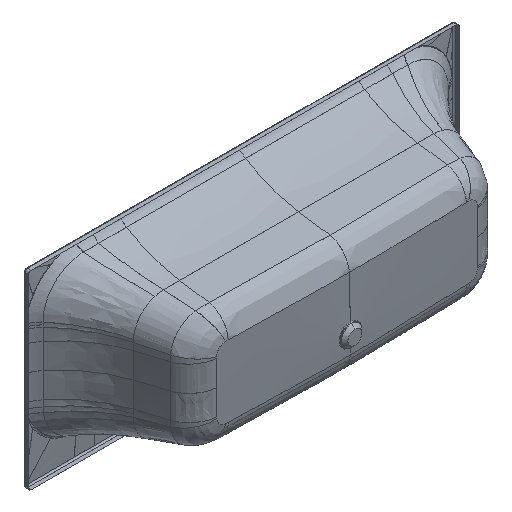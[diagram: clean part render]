
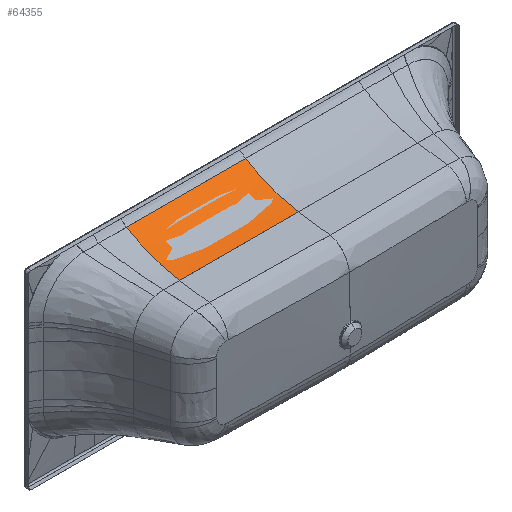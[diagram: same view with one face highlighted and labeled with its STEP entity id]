
A CAD part, isometric view. The second image highlights one B-rep face of the part: STEP entity #64355.
In plain terms, the highlighted free-form (B-spline) face has degree [3, 3] with [4, 7] control points.
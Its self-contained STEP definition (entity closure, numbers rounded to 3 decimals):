
#50209=CARTESIAN_POINT('',(0.,-236.4,263.241));
#50263=DIRECTION('',(-1.,0.,0.));
#50264=VECTOR('',#50263,470.);
#50265=CARTESIAN_POINT('',(0.,-236.4,263.241));
#50266=LINE('',#50265,#50264);
#50282=CARTESIAN_POINT('',(-470.,-236.4,263.241));
#50414=CARTESIAN_POINT('',(-470.,-236.4,263.241));
#50415=CARTESIAN_POINT('',(-470.,-227.124,
264.658));
#50416=CARTESIAN_POINT('',(-470.,-208.643,
267.957));
#50417=CARTESIAN_POINT('',(-470.,-172.059,
276.406));
#50418=CARTESIAN_POINT('',(-470.,-127.213,
290.397));
#50419=CARTESIAN_POINT('',(-470.,-75.355,
312.504));
#50420=CARTESIAN_POINT('',(-470.,-42.437,330.639));
#50421=CARTESIAN_POINT('',(-470.,-26.475,340.51));
#50443=DIRECTION('',(1.,0.,0.));
#50444=VECTOR('',#50443,470.);
#50445=CARTESIAN_POINT('',(-470.,-26.475,340.51));
#50446=LINE('',#50445,#50444);
#50447=CARTESIAN_POINT('',(0.,-26.475,340.51));
#50448=CARTESIAN_POINT('',(0.,-42.437,330.639));
#50449=CARTESIAN_POINT('',(0.,-75.355,312.504));
#50450=CARTESIAN_POINT('',(0.,-127.213,290.397));
#50451=CARTESIAN_POINT('',(0.,-181.028,273.608));
#50452=CARTESIAN_POINT('',(0.,-217.848,266.074));
#50453=CARTESIAN_POINT('',(0.,-236.4,263.241));
#55318=VERTEX_POINT('',#50282);
#55342=VERTEX_POINT('',#50209);
#55343=VERTEX_POINT('',#50447);
#55496=VERTEX_POINT('',#50421);
#64318=CARTESIAN_POINT('',(-479.4,-240.855,
262.579));
#64319=CARTESIAN_POINT('',(-479.4,-220.795,
265.478));
#64320=CARTESIAN_POINT('',(-479.4,-182.462,
273.153));
#64321=CARTESIAN_POINT('',(-479.4,-127.211,
290.389));
#64322=CARTESIAN_POINT('',(-479.4,-73.972,
313.093));
#64323=CARTESIAN_POINT('',(-479.4,-39.806,
332.096));
#64324=CARTESIAN_POINT('',(-479.4,-22.654,
342.895));
#64325=CARTESIAN_POINT('',(-316.467,-240.856,
262.58));
#64326=CARTESIAN_POINT('',(-316.467,-220.794,
265.467));
#64327=CARTESIAN_POINT('',(-316.467,-182.482,
273.28));
#64328=CARTESIAN_POINT('',(-316.467,-127.232,
290.527));
#64329=CARTESIAN_POINT('',(-316.467,-73.974,
313.107));
#64330=CARTESIAN_POINT('',(-316.467,-39.806,
332.094));
#64331=CARTESIAN_POINT('',(-316.467,-22.654,
342.895));
#64332=CARTESIAN_POINT('',(-153.533,-240.855,
262.579));
#64333=CARTESIAN_POINT('',(-153.533,-220.795,
265.478));
#64334=CARTESIAN_POINT('',(-153.533,-182.463,
273.155));
#64335=CARTESIAN_POINT('',(-153.533,-127.212,
290.392));
#64336=CARTESIAN_POINT('',(-153.533,-73.972,
313.093));
#64337=CARTESIAN_POINT('',(-153.533,-39.806,
332.096));
#64338=CARTESIAN_POINT('',(-153.533,-22.654,
342.895));
#64339=CARTESIAN_POINT('',(9.4,-240.855,
262.579));
#64340=CARTESIAN_POINT('',(9.4,-220.795,
265.477));
#64341=CARTESIAN_POINT('',(9.4,-182.463,
273.16));
#64342=CARTESIAN_POINT('',(9.4,-127.213,
290.397));
#64343=CARTESIAN_POINT('',(9.4,-73.972,
313.094));
#64344=CARTESIAN_POINT('',(9.4,-39.806,
332.096));
#64345=CARTESIAN_POINT('',(9.4,-22.654,
342.895));
#64346=B_SPLINE_SURFACE_WITH_KNOTS('',3,3,((#64318,#64319,#64320,#64321,#64322,
#64323,#64324),(#64325,#64326,#64327,#64328,#64329,#64330,#64331),(#64332,
#64333,#64334,#64335,#64336,#64337,#64338),(#64339,#64340,#64341,#64342,#64343,
#64344,#64345)),.UNSPECIFIED.,.F.,.F.,.F.,(4,4),(4,1,1,1,4),(-0.02,
1.02),(-0.02,0.25,0.5,0.75,1.02),
.UNSPECIFIED.);
#64348=ORIENTED_EDGE('',*,*,#64347,.T.);
#64349=ORIENTED_EDGE('',*,*,#63981,.T.);
#64350=ORIENTED_EDGE('',*,*,#64309,.T.);
#64352=ORIENTED_EDGE('',*,*,#64351,.T.);
#64353=EDGE_LOOP('',(#64348,#64349,#64350,#64352));
#64354=FACE_OUTER_BOUND('',#64353,.F.);
#64355=ADVANCED_FACE('',(#64354),#64346,.T.);
#50422=B_SPLINE_CURVE_WITH_KNOTS('',3,(#50414,#50415,#50416,#50417,#50418,
#50419,#50420,#50421),.UNSPECIFIED.,.F.,.F.,(4,1,1,1,1,4),(0.,0.125,0.25,
0.5,0.75,1.),.UNSPECIFIED.);
#50454=B_SPLINE_CURVE_WITH_KNOTS('',3,(#50447,#50448,#50449,#50450,#50451,
#50452,#50453),.UNSPECIFIED.,.F.,.F.,(4,1,1,1,4),(0.,0.25,0.5,0.75,
1.),.UNSPECIFIED.);
#63981=EDGE_CURVE('',#55342,#55318,#50266,.T.);
#64309=EDGE_CURVE('',#55318,#55496,#50422,.T.);
#64347=EDGE_CURVE('',#55343,#55342,#50454,.T.);
#64351=EDGE_CURVE('',#55496,#55343,#50446,.T.);
